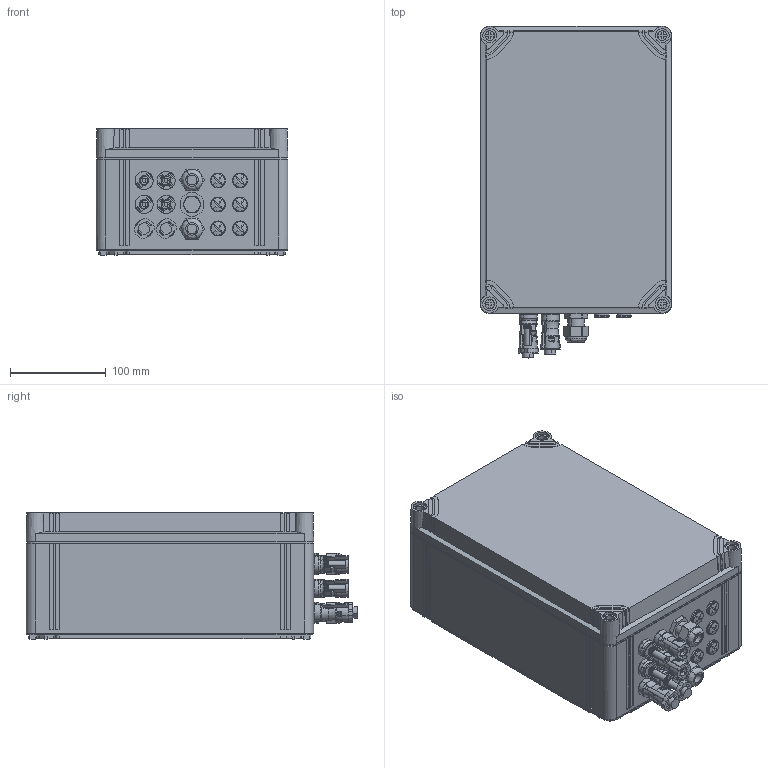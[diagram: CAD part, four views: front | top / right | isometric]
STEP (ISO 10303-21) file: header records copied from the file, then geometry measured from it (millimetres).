
FILE_DESCRIPTION(('CATIA V5 STEP Exchange','CAx-IF Rec.Pracs.--- Model Styling and Organization---1.5--- 2016-08-15','CAx-IF Rec.Pracs.---Supplemental Geometry---1.0---2011-11-01','CAx-IF Rec.Pracs.--- Composite Materials ---1.1---2010-07-15'),'2;1');
FILE_NAME ('D1574565_1', '2025-11-06T11:39:43+00:00', ('none'), ('Weidmueller'), 'CATIA Version 5-6 Release 2024 SP4', 'CATIA V5 STEP AP214 v3', 'none');
FILE_SCHEMA(('AUTOMOTIVE_DESIGN { 1 0 10303 214 1 1 1 1 }'));
Products named in the file (1): S3D_PVN_DC_2I_1O_1MPP_RD_EVO_11
Bounding box: 200 x 346.23 x 132 mm (x, y, z)
Volume: 7686447.3 mm3; surface area: 292810.4 mm2
Topology: 1 solids, 1 shells, 1253 faces, 4022 edges, 2855 vertices
Faces by surface type: plane 668, cylinder 338, torus 82, bspline 55, extrusion 48, cone 38, sphere 24
Entity records: 51407 total; most frequent: CARTESIAN_POINT 17950, ORIENTED_EDGE 8040, DIRECTION 4816, EDGE_CURVE 4020, VERTEX_POINT 2855, AXIS2_PLACEMENT_3D 1987, VECTOR 1918, LINE 1870
